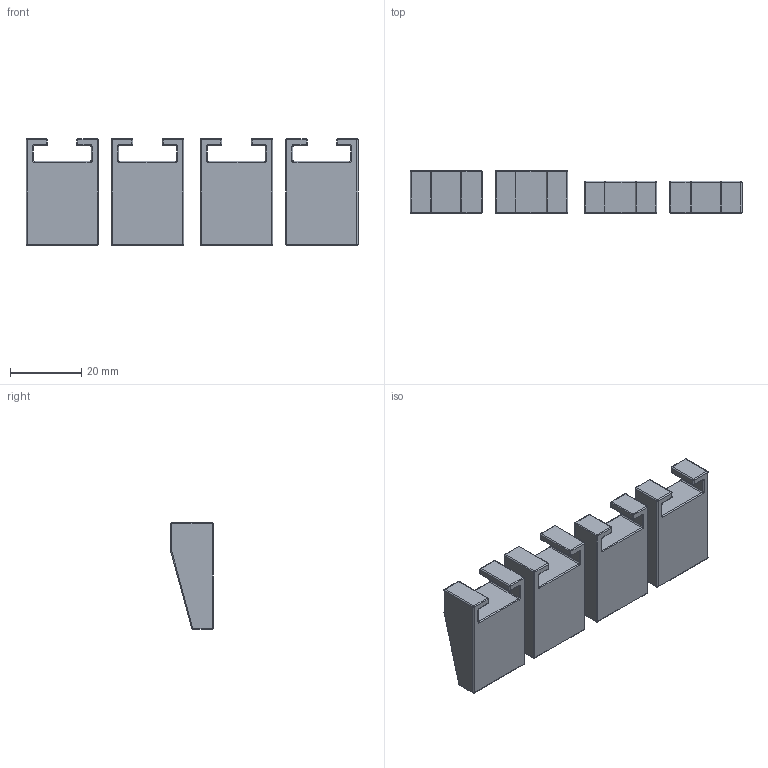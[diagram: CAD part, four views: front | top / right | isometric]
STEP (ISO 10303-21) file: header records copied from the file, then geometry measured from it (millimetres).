
FILE_DESCRIPTION(/* description */ (''),/* implementation_level */ '2;1');
FILE_NAME(/* name */ 'Laptopstaender_v1.step',/* time_stamp */ '2025-03-29T14:13:36+01:00',/* author */ (''),/* organization */ (''),/* preprocessor_version */ 'ST-DEVELOPER v20.1',/* originating_system */ 'Autodesk Translation Framework v14.4.0.0',/* authorisation */ '');
FILE_SCHEMA (('AUTOMOTIVE_DESIGN { 1 0 10303 214 3 1 1 }'));
Length unit declared in the file: millimetre
Products named in the file (1): Laptopstaender
Bounding box: 93.3 x 12 x 30 mm (x, y, z)
Volume: 18497.5 mm3; surface area: 8765.2 mm2
Topology: 4 solids, 4 shells, 320 faces, 656 edges, 344 vertices
Faces by surface type: cylinder 156, sphere 72, plane 60, torus 32
Entity records: 8234 total; most frequent: DIRECTION 1642, CARTESIAN_POINT 1321, ORIENTED_EDGE 1312, AXIS2_PLACEMENT_3D 665, EDGE_CURVE 656, CIRCLE 344, VERTEX_POINT 344, FACE_OUTER_BOUND 320
